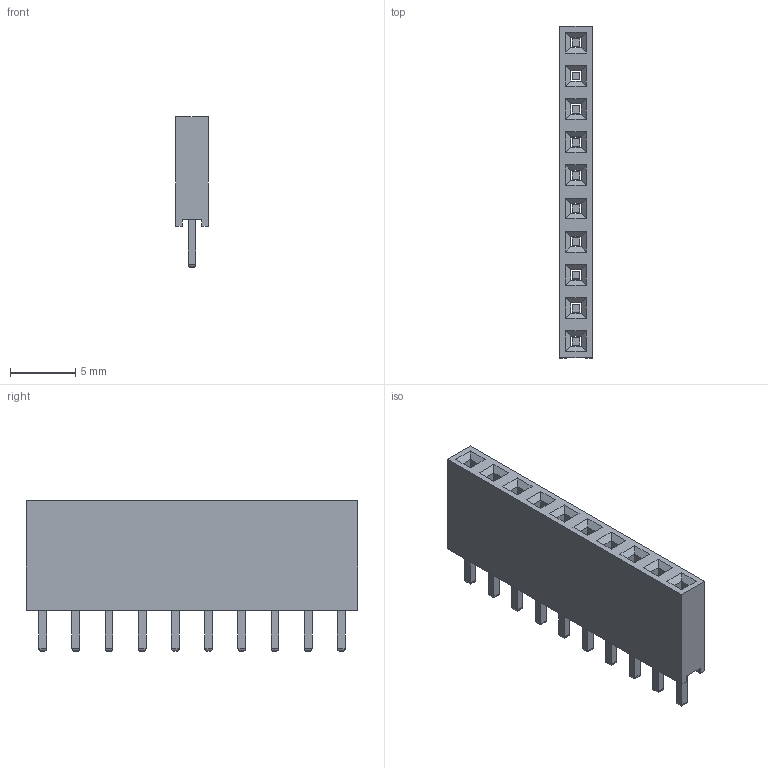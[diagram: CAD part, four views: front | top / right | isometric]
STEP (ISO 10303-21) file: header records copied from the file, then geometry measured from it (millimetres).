
FILE_DESCRIPTION (( 'STEP AP214' ), '1' );
FILE_NAME ('User Library-ZL262-10SG.STEP', '2016-07-01T07:05:18', ( 'Windows User' ), ( '' ), 'SwSTEP 2.0', 'SolidWorks 2016', '' );
FILE_SCHEMA (( 'AUTOMOTIVE_DESIGN' ));
Length unit declared in the file: millimetre
Products named in the file (1): User Library-ZL262-10SG
Bounding box: 2.5 x 25.4 x 11.55 mm (x, y, z)
Volume: 475.2 mm3; surface area: 959.9 mm2
Topology: 11 solids, 11 shells, 190 faces, 424 edges, 256 vertices
Faces by surface type: plane 150, cylinder 40
Entity records: 5212 total; most frequent: CARTESIAN_POINT 991, ORIENTED_EDGE 848, DIRECTION 766, EDGE_CURVE 424, VECTOR 384, LINE 384, VERTEX_POINT 256, EDGE_LOOP 210
